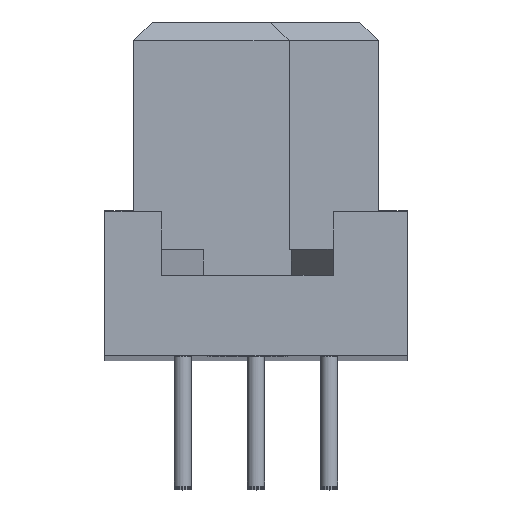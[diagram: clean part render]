
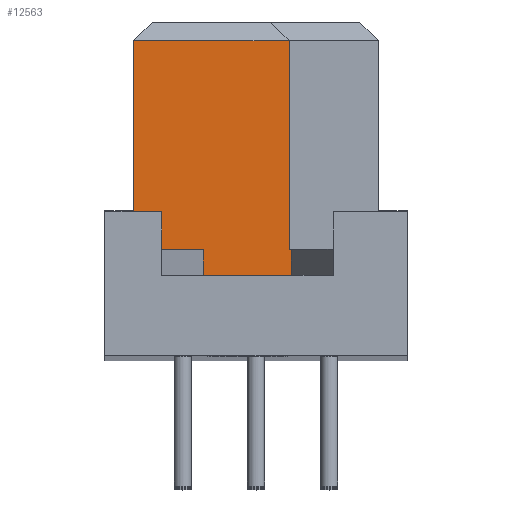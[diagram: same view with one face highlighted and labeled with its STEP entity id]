
A CAD part, top view. The second image highlights one B-rep face of the part: STEP entity #12563.
In plain terms, the highlighted planar face has unit normal (0, 0, 1).
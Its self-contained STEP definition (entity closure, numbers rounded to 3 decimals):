
#1214=FACE_OUTER_BOUND('',#2035,.T.);
#2035=EDGE_LOOP('',(#10511,#10512,#10513,#10514,#10515,#10516,#10517,#10518));
#3435=LINE('',#19889,#4817);
#3440=LINE('',#19897,#4822);
#3443=LINE('',#19909,#4825);
#3467=LINE('',#19957,#4849);
#3502=LINE('',#20026,#4884);
#3505=LINE('',#20031,#4887);
#3506=LINE('',#20033,#4888);
#3507=LINE('',#20035,#4889);
#4817=VECTOR('',#16554,1.);
#4822=VECTOR('',#16563,1.);
#4825=VECTOR('',#16576,1.);
#4849=VECTOR('',#16614,1.);
#4884=VECTOR('',#16671,1.);
#4887=VECTOR('',#16676,1.);
#4888=VECTOR('',#16679,1.);
#4889=VECTOR('',#16682,1.);
#5899=VERTEX_POINT('',#19887);
#5900=VERTEX_POINT('',#19888);
#5901=VERTEX_POINT('',#19895);
#5904=VERTEX_POINT('',#19907);
#5905=VERTEX_POINT('',#19908);
#5922=VERTEX_POINT('',#19956);
#5945=VERTEX_POINT('',#20024);
#5946=VERTEX_POINT('',#20029);
#7439=EDGE_CURVE('',#5899,#5900,#3435,.T.);
#7444=EDGE_CURVE('',#5901,#5900,#3440,.T.);
#7449=EDGE_CURVE('',#5904,#5905,#3443,.T.);
#7473=EDGE_CURVE('',#5922,#5904,#3467,.T.);
#7508=EDGE_CURVE('',#5945,#5901,#3502,.T.);
#7511=EDGE_CURVE('',#5945,#5946,#3505,.T.);
#7512=EDGE_CURVE('',#5946,#5922,#3506,.T.);
#7513=EDGE_CURVE('',#5905,#5899,#3507,.T.);
#10511=ORIENTED_EDGE('',*,*,#7512,.T.);
#10512=ORIENTED_EDGE('',*,*,#7473,.T.);
#10513=ORIENTED_EDGE('',*,*,#7449,.T.);
#10514=ORIENTED_EDGE('',*,*,#7513,.T.);
#10515=ORIENTED_EDGE('',*,*,#7439,.T.);
#10516=ORIENTED_EDGE('',*,*,#7444,.F.);
#10517=ORIENTED_EDGE('',*,*,#7508,.F.);
#10518=ORIENTED_EDGE('',*,*,#7511,.T.);
#11307=PLANE('',#13495);
#12563=ADVANCED_FACE('',(#1214),#11307,.T.);
#13495=AXIS2_PLACEMENT_3D('',#20034,#16680,#16681);
#16554=DIRECTION('',(0.,1.,0.));
#16563=DIRECTION('',(1.,0.,0.));
#16576=DIRECTION('',(0.,1.,0.));
#16614=DIRECTION('',(1.,0.,0.));
#16671=DIRECTION('',(0.,1.,0.));
#16676=DIRECTION('',(1.,0.,0.));
#16679=DIRECTION('',(0.,-1.,0.));
#16680=DIRECTION('center_axis',(0.,0.,1.));
#16681=DIRECTION('ref_axis',(0.,-1.,0.));
#16682=DIRECTION('',(-1.,0.,0.));
#19887=CARTESIAN_POINT('',(12.313,-22.792,89.95));
#19888=CARTESIAN_POINT('',(12.313,-15.542,89.95));
#19889=CARTESIAN_POINT('',(12.313,-22.792,89.95));
#19895=CARTESIAN_POINT('',(6.913,-15.542,89.95));
#19897=CARTESIAN_POINT('',(6.913,-15.542,89.95));
#19907=CARTESIAN_POINT('',(12.395,-23.692,89.95));
#19908=CARTESIAN_POINT('',(12.395,-22.792,89.95));
#19909=CARTESIAN_POINT('',(12.395,-23.692,89.95));
#19956=CARTESIAN_POINT('',(9.332,-23.692,89.95));
#19957=CARTESIAN_POINT('',(9.332,-23.692,89.95));
#20024=CARTESIAN_POINT('',(6.913,-22.792,89.95));
#20026=CARTESIAN_POINT('',(6.913,-22.792,89.95));
#20029=CARTESIAN_POINT('',(9.332,-22.792,89.95));
#20031=CARTESIAN_POINT('',(6.913,-22.792,89.95));
#20033=CARTESIAN_POINT('',(9.332,-22.792,89.95));
#20034=CARTESIAN_POINT('Origin',(5.813,-14.792,89.95));
#20035=CARTESIAN_POINT('',(12.395,-22.792,89.95));
